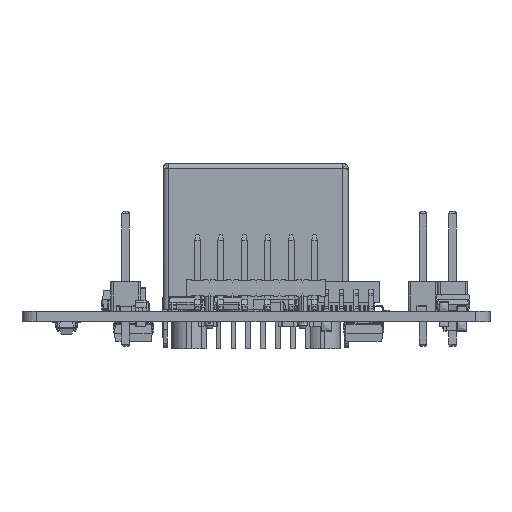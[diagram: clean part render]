
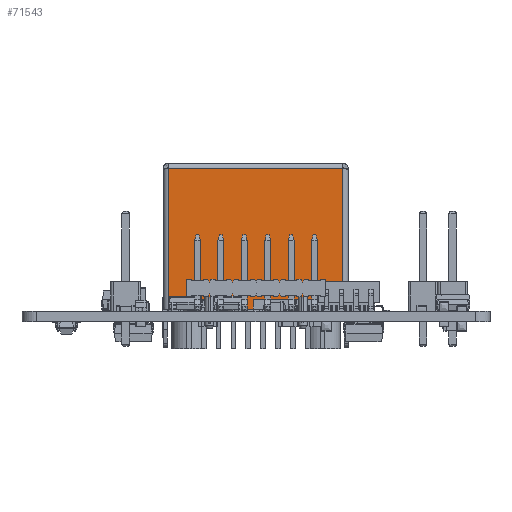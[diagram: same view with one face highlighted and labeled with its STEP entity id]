
A CAD part, left-side view. The second image highlights one B-rep face of the part: STEP entity #71543.
In plain terms, the highlighted face is planar.
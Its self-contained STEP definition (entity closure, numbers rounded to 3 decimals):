
#71440 = VERTEX_POINT('',#71441);
#71441 = CARTESIAN_POINT('',(-7.45,12.22,-10.575));
#71485 = VERTEX_POINT('',#71486);
#71486 = CARTESIAN_POINT('',(7.45,12.22,-10.575));
#71515 = EDGE_CURVE('',#71440,#71485,#71516,.T.);
#71516 = LINE('',#71517,#71518);
#71517 = CARTESIAN_POINT('',(0.,12.22,-10.575));
#71518 = VECTOR('',#71519,1.);
#71519 = DIRECTION('',(1.,0.,0.));
#71543 = ADVANCED_FACE('',(#71544),#71569,.T.);
#71544 = FACE_BOUND('',#71545,.T.);
#71545 = EDGE_LOOP('',(#71546,#71554,#71555,#71563));
#71546 = ORIENTED_EDGE('',*,*,#71547,.F.);
#71547 = EDGE_CURVE('',#71440,#71548,#71550,.T.);
#71548 = VERTEX_POINT('',#71549);
#71549 = CARTESIAN_POINT('',(-7.45,0.12,-10.575));
#71550 = LINE('',#71551,#71552);
#71551 = CARTESIAN_POINT('',(-7.45,0.12,-10.575));
#71552 = VECTOR('',#71553,1.);
#71553 = DIRECTION('',(0.,-1.,0.));
#71554 = ORIENTED_EDGE('',*,*,#71515,.T.);
#71555 = ORIENTED_EDGE('',*,*,#71556,.F.);
#71556 = EDGE_CURVE('',#71557,#71485,#71559,.T.);
#71557 = VERTEX_POINT('',#71558);
#71558 = CARTESIAN_POINT('',(7.45,0.12,-10.575));
#71559 = LINE('',#71560,#71561);
#71560 = CARTESIAN_POINT('',(7.45,12.32,-10.575));
#71561 = VECTOR('',#71562,1.);
#71562 = DIRECTION('',(0.,1.,0.));
#71563 = ORIENTED_EDGE('',*,*,#71564,.F.);
#71564 = EDGE_CURVE('',#71548,#71557,#71565,.T.);
#71565 = LINE('',#71566,#71567);
#71566 = CARTESIAN_POINT('',(7.45,0.12,-10.575));
#71567 = VECTOR('',#71568,1.);
#71568 = DIRECTION('',(1.,0.,0.));
#71569 = PLANE('',#71570);
#71570 = AXIS2_PLACEMENT_3D('',#71571,#71572,#71573);
#71571 = CARTESIAN_POINT('',(0.,12.67,-10.575));
#71572 = DIRECTION('',(0.,0.,-1.));
#71573 = DIRECTION('',(0.,1.,0.));
